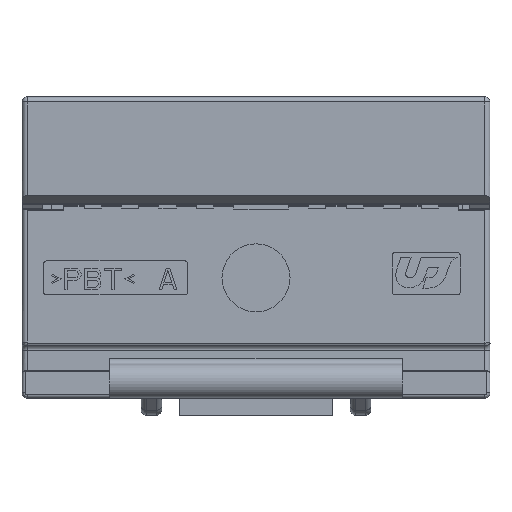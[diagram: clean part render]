
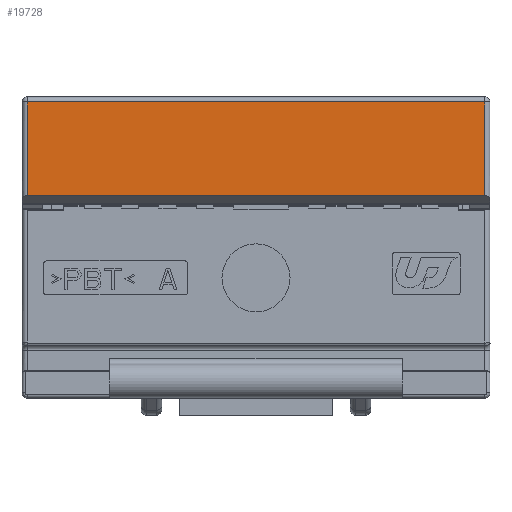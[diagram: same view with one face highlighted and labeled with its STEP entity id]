
A CAD part, front view. The second image highlights one B-rep face of the part: STEP entity #19728.
In plain terms, the highlighted planar face has unit normal (0, -1, 0).
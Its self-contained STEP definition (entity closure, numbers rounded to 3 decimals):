
#5304=CARTESIAN_POINT('',(-13.45,-2.2,-5.8));
#5314=CARTESIAN_POINT('',(13.45,-2.2,-5.8));
#5316=DIRECTION('',(0.,0.,-1.));
#5317=VECTOR('',#5316,5.5);
#5318=CARTESIAN_POINT('',(13.45,-2.2,-0.3));
#5319=LINE('',#5318,#5317);
#5320=DIRECTION('',(1.,0.,0.));
#5321=VECTOR('',#5320,26.9);
#5322=CARTESIAN_POINT('',(-13.45,-2.2,-5.8));
#5323=LINE('',#5322,#5321);
#5324=DIRECTION('',(0.,0.,-1.));
#5325=VECTOR('',#5324,5.5);
#5326=CARTESIAN_POINT('',(-13.45,-2.2,-0.3));
#5327=LINE('',#5326,#5325);
#5328=DIRECTION('',(1.,0.,0.));
#5329=VECTOR('',#5328,26.9);
#5330=CARTESIAN_POINT('',(-13.45,-2.2,-0.3));
#5331=LINE('',#5330,#5329);
#9917=VERTEX_POINT('',#5314);
#9918=CARTESIAN_POINT('',(13.45,-2.2,-0.3));
#9919=VERTEX_POINT('',#9918);
#9926=CARTESIAN_POINT('',(-13.45,-2.2,-0.3));
#9927=VERTEX_POINT('',#9926);
#9928=VERTEX_POINT('',#5304);
#19715=CARTESIAN_POINT('',(-13.75,-2.2,0.));
#19716=DIRECTION('',(0.,-1.,0.));
#19717=DIRECTION('',(1.,0.,0.));
#19718=AXIS2_PLACEMENT_3D('',#19715,#19716,#19717);
#19719=PLANE('',#19718);
#19721=ORIENTED_EDGE('',*,*,#19720,.T.);
#19722=ORIENTED_EDGE('',*,*,#19695,.F.);
#19723=ORIENTED_EDGE('',*,*,#19681,.F.);
#19725=ORIENTED_EDGE('',*,*,#19724,.T.);
#19726=EDGE_LOOP('',(#19721,#19722,#19723,#19725));
#19727=FACE_OUTER_BOUND('',#19726,.F.);
#19728=ADVANCED_FACE('',(#19727),#19719,.T.);
#19681=EDGE_CURVE('',#9927,#9928,#5327,.T.);
#19695=EDGE_CURVE('',#9928,#9917,#5323,.T.);
#19720=EDGE_CURVE('',#9919,#9917,#5319,.T.);
#19724=EDGE_CURVE('',#9927,#9919,#5331,.T.);
